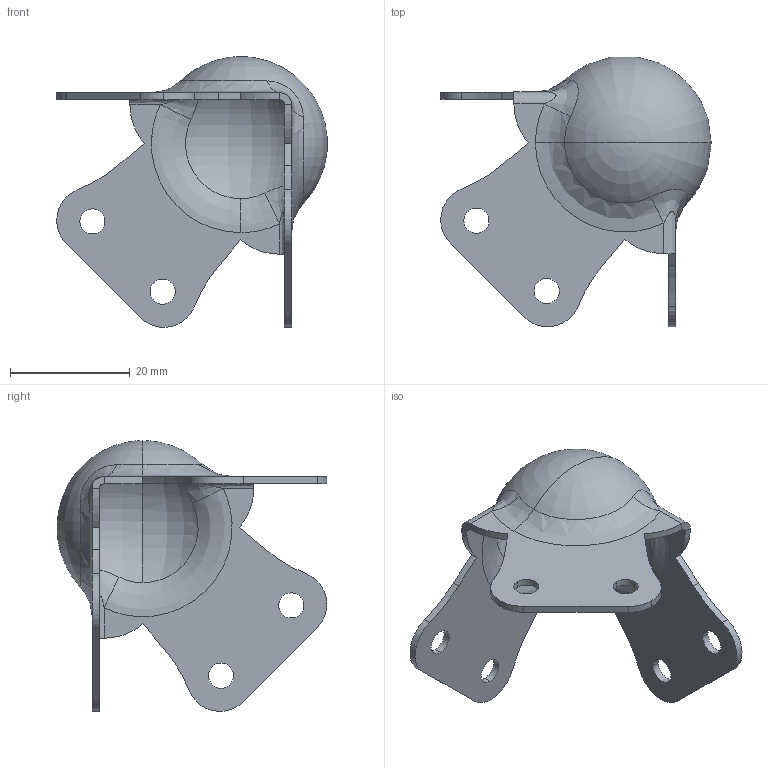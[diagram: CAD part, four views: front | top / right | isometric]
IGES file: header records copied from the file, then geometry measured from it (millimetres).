
Start section: SolidWorks IGES file using analytic representation for surfaces
Global section: file name: 4112.IGS; native system: SolidWorks 2011; preprocessor: SolidWorks 2011; author: martinb; date: 110609.100131; units: millimetre
Bounding box: 45.18 x 45.06 x 45.21 mm (x, y, z)
Volume: 3939.4 mm3; surface area: 6959.8 mm2
Topology: 1 solids, 1 shells, 87 faces, 235 edges, 146 vertices
Faces by surface type: revolution 57, plane 24, bspline 6
